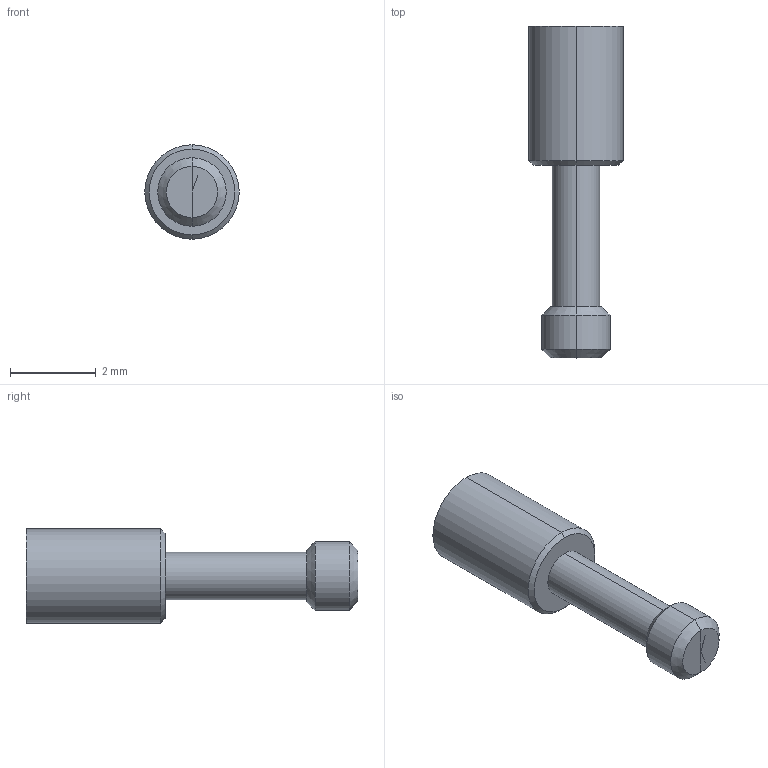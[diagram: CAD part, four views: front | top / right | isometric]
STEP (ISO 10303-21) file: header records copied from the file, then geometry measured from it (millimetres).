
FILE_DESCRIPTION (( 'STEP AP214' ), '1' );
FILE_NAME ('IA2275SF.STEP', '2013-06-28T08:37:43', ( '' ), ( '' ), 'SwSTEP 2.0', 'SolidWorks 2011', '' );
FILE_SCHEMA (( 'AUTOMOTIVE_DESIGN' ));
Length unit declared in the file: millimetre
Products named in the file (2): IA2275SF; IA 2275SF
Assembly tree (1 placements, depth 2):
  IA2275SF
    IA 2275SF
Bounding box: 2.2 x 7.75 x 2.2 mm (x, y, z)
Volume: 17.6 mm3; surface area: 49.3 mm2
Topology: 1 solids, 1 shells, 26 faces, 58 edges, 35 vertices
Faces by surface type: plane 10, cylinder 8, cone 8
Entity records: 794 total; most frequent: DIRECTION 138, CARTESIAN_POINT 121, ORIENTED_EDGE 112, EDGE_CURVE 56, AXIS2_PLACEMENT_3D 52, VERTEX_POINT 35, VECTOR 34, LINE 34
